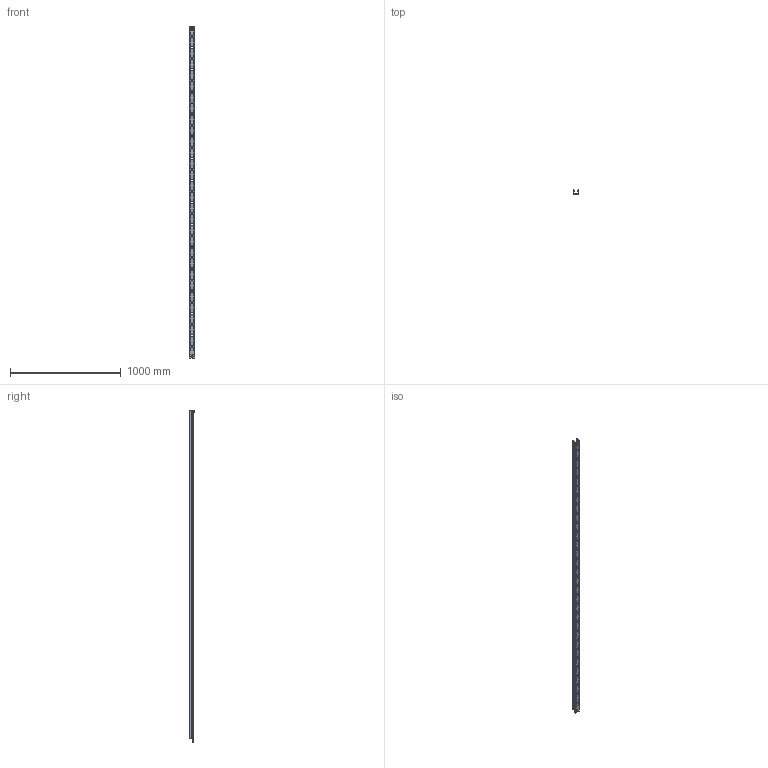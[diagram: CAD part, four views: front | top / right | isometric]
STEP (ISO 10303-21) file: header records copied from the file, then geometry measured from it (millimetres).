
FILE_DESCRIPTION (( 'STEP AP203' ), '1' );
FILE_NAME ('Perforated tray 35õ50õ3000.STEP', '2017-11-20T07:54:31', ( '' ), ( '' ), 'SwSTEP 2.0', 'SolidWorks 2017', '' );
FILE_SCHEMA (( 'CONFIG_CONTROL_DESIGN' ));
Length unit declared in the file: millimetre
Products named in the file (1): Perforated tray 35õ50õ3000
Bounding box: 53.17 x 36.48 x 3000 mm (x, y, z)
Volume: 266265.1 mm3; surface area: 778215.2 mm2
Topology: 1 solids, 1 shells, 1296 faces, 3712 edges, 2426 vertices
Faces by surface type: cylinder 621, plane 616, torus 30, bspline 25, sphere 4
Entity records: 44532 total; most frequent: CARTESIAN_POINT 8670, ORIENTED_EDGE 7420, DIRECTION 7405, EDGE_CURVE 3710, AXIS2_PLACEMENT_3D 2514, VERTEX_POINT 2426, VECTOR 2377, LINE 2377
